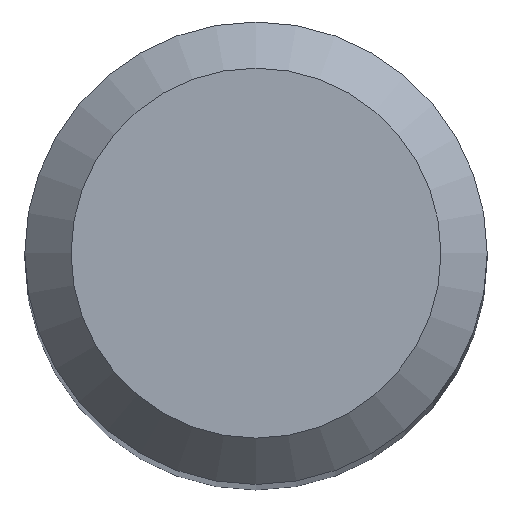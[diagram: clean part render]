
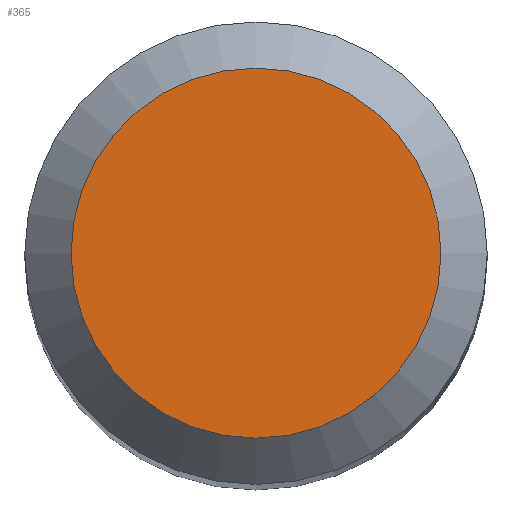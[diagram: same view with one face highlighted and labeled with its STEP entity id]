
A CAD part, top view. The second image highlights one B-rep face of the part: STEP entity #365.
In plain terms, the highlighted planar face has unit normal (0, 0, 1).
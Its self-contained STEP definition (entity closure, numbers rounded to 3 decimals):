
#2 = CIRCLE ( 'NONE', #63, 1.6 ) ;
#8 = PLANE ( 'NONE',  #175 ) ;
#54 = ORIENTED_EDGE ( 'NONE', *, *, #123, .T. ) ;
#63 = AXIS2_PLACEMENT_3D ( 'NONE', #270, #145, #171 ) ;
#71 = DIRECTION ( 'NONE',  ( -1., 0., 0. ) ) ;
#123 = EDGE_CURVE ( 'NONE', #282, #282, #2, .T. ) ;
#129 = FACE_OUTER_BOUND ( 'NONE', #166, .T. ) ;
#145 = DIRECTION ( 'NONE',  ( 0., 0., 1. ) ) ;
#166 = EDGE_LOOP ( 'NONE', ( #54 ) ) ;
#171 = DIRECTION ( 'NONE',  ( 1., 0., 0. ) ) ;
#175 = AXIS2_PLACEMENT_3D ( 'NONE', #280, #309, #71 ) ;
#270 = CARTESIAN_POINT ( 'NONE',  ( 0., 0., 42. ) ) ;
#275 = CARTESIAN_POINT ( 'NONE',  ( 1.6, 0., 42. ) ) ;
#280 = CARTESIAN_POINT ( 'NONE',  ( 0., 1.6, 42. ) ) ;
#282 = VERTEX_POINT ( 'NONE', #275 ) ;
#309 = DIRECTION ( 'NONE',  ( 0., 0., -1. ) ) ;
#365 = ADVANCED_FACE ( 'NONE', ( #129 ), #8, .F. ) ;
